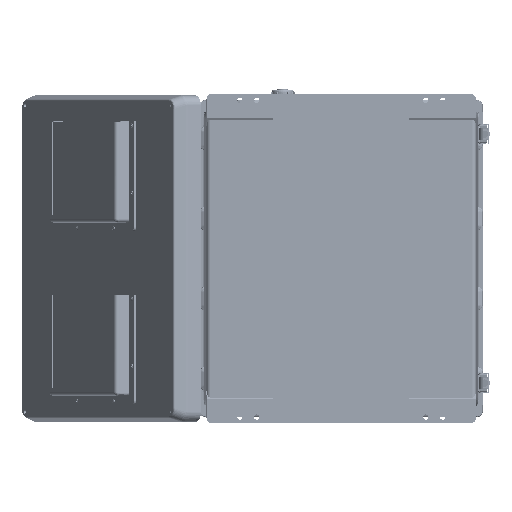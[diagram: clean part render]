
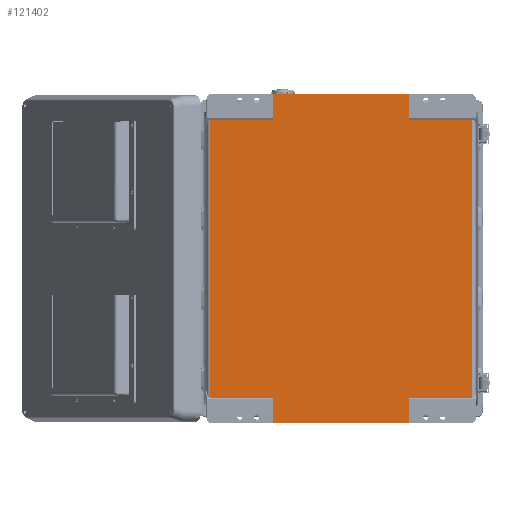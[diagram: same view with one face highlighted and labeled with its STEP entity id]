
A CAD part, front view. The second image highlights one B-rep face of the part: STEP entity #121402.
In plain terms, the highlighted planar face has unit normal (0, -1, 0).
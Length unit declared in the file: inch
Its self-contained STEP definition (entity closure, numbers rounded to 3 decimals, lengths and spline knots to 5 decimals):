
#184 = VECTOR ( 'NONE', #34897, 39.37008 ) ;
#1177 = EDGE_CURVE ( 'NONE', #137737, #38908, #122888, .T. ) ;
#4617 = VERTEX_POINT ( 'NONE', #72954 ) ;
#5750 = ORIENTED_EDGE ( 'NONE', *, *, #142647, .F. ) ;
#8764 = CARTESIAN_POINT ( 'NONE',  ( 7.73754, 0.05906, -17.96858 ) ) ;
#9706 = LINE ( 'NONE', #228667, #56993 ) ;
#15191 = VERTEX_POINT ( 'NONE', #8764 ) ;
#15468 = DIRECTION ( 'NONE',  ( -1., 0., 0. ) ) ;
#17739 = CARTESIAN_POINT ( 'NONE',  ( -4.03163, 0.05906, 0.85787 ) ) ;
#20581 = DIRECTION ( 'NONE',  ( -1., 0., 0. ) ) ;
#21558 = CARTESIAN_POINT ( 'NONE',  ( -7.73754, 0.05906, -17.96858 ) ) ;
#23136 = CARTESIAN_POINT ( 'NONE',  ( 7.73754, 0.05906, -1.51961 ) ) ;
#23960 = CARTESIAN_POINT ( 'NONE',  ( -7.73754, 0.05906, -1.51961 ) ) ;
#27776 = LINE ( 'NONE', #23136, #164102 ) ;
#27979 = CARTESIAN_POINT ( 'NONE',  ( -4.03163, 0.05906, -1.51961 ) ) ;
#29351 = LINE ( 'NONE', #167191, #213053 ) ;
#33691 = CARTESIAN_POINT ( 'NONE',  ( -4.03163, 0.05906, 0. ) ) ;
#34897 = DIRECTION ( 'NONE',  ( 0., 0., 1. ) ) ;
#35978 = VERTEX_POINT ( 'NONE', #146884 ) ;
#36660 = VERTEX_POINT ( 'NONE', #33691 ) ;
#38732 = ORIENTED_EDGE ( 'NONE', *, *, #217782, .F. ) ;
#38908 = VERTEX_POINT ( 'NONE', #149534 ) ;
#45083 = DIRECTION ( 'NONE',  ( 1., 0., 0. ) ) ;
#48378 = VECTOR ( 'NONE', #127424, 39.37008 ) ;
#53452 = EDGE_CURVE ( 'NONE', #156750, #90393, #166525, .T. ) ;
#56993 = VECTOR ( 'NONE', #15468, 39.37008 ) ;
#58163 = CARTESIAN_POINT ( 'NONE',  ( 4.03163, 0.05906, -20.34606 ) ) ;
#63837 = ORIENTED_EDGE ( 'NONE', *, *, #220886, .F. ) ;
#66615 = VERTEX_POINT ( 'NONE', #21558 ) ;
#70685 = DIRECTION ( 'NONE',  ( 0., 0., -1. ) ) ;
#72954 = CARTESIAN_POINT ( 'NONE',  ( 4.03163, 0.05906, 0. ) ) ;
#75587 = VECTOR ( 'NONE', #20581, 39.37008 ) ;
#80846 = DIRECTION ( 'NONE',  ( 0., 1., 0. ) ) ;
#90393 = VERTEX_POINT ( 'NONE', #216835 ) ;
#90918 = FACE_OUTER_BOUND ( 'NONE', #170960, .T. ) ;
#92176 = CARTESIAN_POINT ( 'NONE',  ( 4.03163, 0.05906, -19.48819 ) ) ;
#93886 = DIRECTION ( 'NONE',  ( 0., 0., 1. ) ) ;
#95681 = LINE ( 'NONE', #161657, #48378 ) ;
#100360 = LINE ( 'NONE', #142222, #184 ) ;
#105976 = ORIENTED_EDGE ( 'NONE', *, *, #186161, .T. ) ;
#107152 = CARTESIAN_POINT ( 'NONE',  ( 4.03163, 0.05906, 0.85787 ) ) ;
#109107 = CARTESIAN_POINT ( 'NONE',  ( -4.03163, 0.05906, -17.96858 ) ) ;
#109491 = ORIENTED_EDGE ( 'NONE', *, *, #135332, .T. ) ;
#115817 = CARTESIAN_POINT ( 'NONE',  ( -8.11811, 0.05906, -17.96858 ) ) ;
#121402 = ADVANCED_FACE ( 'NONE', ( #90918 ), #151671, .F. ) ;
#122888 = LINE ( 'NONE', #126308, #75587 ) ;
#126308 = CARTESIAN_POINT ( 'NONE',  ( 8.11811, 0.05906, -1.51961 ) ) ;
#127424 = DIRECTION ( 'NONE',  ( -1., 0., 0. ) ) ;
#128587 = ORIENTED_EDGE ( 'NONE', *, *, #216882, .F. ) ;
#129315 = VECTOR ( 'NONE', #155842, 39.37008 ) ;
#130102 = VECTOR ( 'NONE', #45083, 39.37008 ) ;
#133825 = EDGE_CURVE ( 'NONE', #66615, #156750, #135664, .T. ) ;
#134902 = LINE ( 'NONE', #173708, #129315 ) ;
#135332 = EDGE_CURVE ( 'NONE', #15191, #137737, #27776, .T. ) ;
#135664 = LINE ( 'NONE', #115817, #130102 ) ;
#136360 = VECTOR ( 'NONE', #182645, 39.37008 ) ;
#137366 = EDGE_CURVE ( 'NONE', #4617, #36660, #29351, .T. ) ;
#137737 = VERTEX_POINT ( 'NONE', #181789 ) ;
#138318 = ORIENTED_EDGE ( 'NONE', *, *, #223996, .F. ) ;
#141522 = ORIENTED_EDGE ( 'NONE', *, *, #137366, .T. ) ;
#142222 = CARTESIAN_POINT ( 'NONE',  ( -7.73754, 0.05906, -1.51961 ) ) ;
#142647 = EDGE_CURVE ( 'NONE', #66615, #152184, #100360, .T. ) ;
#146200 = LINE ( 'NONE', #107152, #187918 ) ;
#146884 = CARTESIAN_POINT ( 'NONE',  ( 4.03163, 0.05906, -17.96858 ) ) ;
#149534 = CARTESIAN_POINT ( 'NONE',  ( 4.03163, 0.05906, -1.51961 ) ) ;
#150344 = VERTEX_POINT ( 'NONE', #27979 ) ;
#151671 = PLANE ( 'NONE',  #203024 ) ;
#152184 = VERTEX_POINT ( 'NONE', #23960 ) ;
#155842 = DIRECTION ( 'NONE',  ( 1., 0., 0. ) ) ;
#156750 = VERTEX_POINT ( 'NONE', #109107 ) ;
#160009 = DIRECTION ( 'NONE',  ( 0., 0., 1. ) ) ;
#161657 = CARTESIAN_POINT ( 'NONE',  ( 8.11811, 0.05906, -19.48819 ) ) ;
#162262 = ORIENTED_EDGE ( 'NONE', *, *, #133825, .T. ) ;
#164102 = VECTOR ( 'NONE', #93886, 39.37008 ) ;
#166525 = LINE ( 'NONE', #195240, #213883 ) ;
#167191 = CARTESIAN_POINT ( 'NONE',  ( 8.11811, 0.05906, 0. ) ) ;
#169261 = ORIENTED_EDGE ( 'NONE', *, *, #186114, .F. ) ;
#170960 = EDGE_LOOP ( 'NONE', ( #5750, #162262, #221503, #38732, #63837, #138318, #109491, #204299, #105976, #141522, #169261, #128587 ) ) ;
#173708 = CARTESIAN_POINT ( 'NONE',  ( -8.11811, 0.05906, -1.51961 ) ) ;
#178103 = LINE ( 'NONE', #58163, #136360 ) ;
#181789 = CARTESIAN_POINT ( 'NONE',  ( 7.73754, 0.05906, -1.51961 ) ) ;
#182645 = DIRECTION ( 'NONE',  ( 0., 0., -1. ) ) ;
#185140 = DIRECTION ( 'NONE',  ( -1., 0., 0. ) ) ;
#186114 = EDGE_CURVE ( 'NONE', #150344, #36660, #199116, .T. ) ;
#186161 = EDGE_CURVE ( 'NONE', #38908, #4617, #146200, .T. ) ;
#187918 = VECTOR ( 'NONE', #195876, 39.37008 ) ;
#193506 = VECTOR ( 'NONE', #160009, 39.37008 ) ;
#195240 = CARTESIAN_POINT ( 'NONE',  ( -4.03163, 0.05906, -20.34606 ) ) ;
#195876 = DIRECTION ( 'NONE',  ( 0., 0., 1. ) ) ;
#199116 = LINE ( 'NONE', #17739, #193506 ) ;
#203024 = AXIS2_PLACEMENT_3D ( 'NONE', #204580, #80846, #205338 ) ;
#204299 = ORIENTED_EDGE ( 'NONE', *, *, #1177, .T. ) ;
#204580 = CARTESIAN_POINT ( 'NONE',  ( 8.11811, 0.05906, -1.51961 ) ) ;
#205338 = DIRECTION ( 'NONE',  ( 0., 0., 1. ) ) ;
#213053 = VECTOR ( 'NONE', #185140, 39.37008 ) ;
#213883 = VECTOR ( 'NONE', #70685, 39.37008 ) ;
#216835 = CARTESIAN_POINT ( 'NONE',  ( -4.03163, 0.05906, -19.48819 ) ) ;
#216882 = EDGE_CURVE ( 'NONE', #152184, #150344, #134902, .T. ) ;
#217782 = EDGE_CURVE ( 'NONE', #226444, #90393, #95681, .T. ) ;
#220886 = EDGE_CURVE ( 'NONE', #35978, #226444, #178103, .T. ) ;
#221503 = ORIENTED_EDGE ( 'NONE', *, *, #53452, .T. ) ;
#223996 = EDGE_CURVE ( 'NONE', #15191, #35978, #9706, .T. ) ;
#226444 = VERTEX_POINT ( 'NONE', #92176 ) ;
#228667 = CARTESIAN_POINT ( 'NONE',  ( 8.11811, 0.05906, -17.96858 ) ) ;
